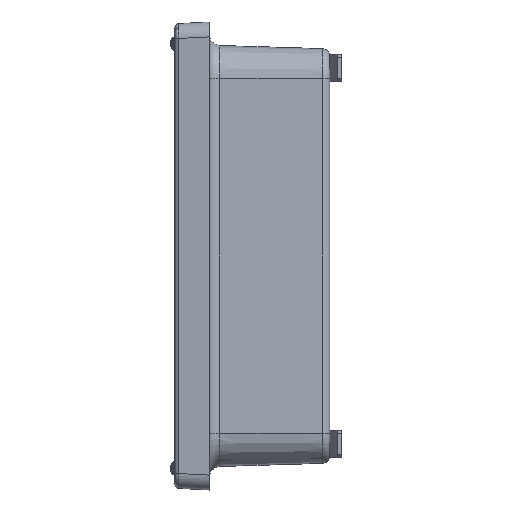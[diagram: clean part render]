
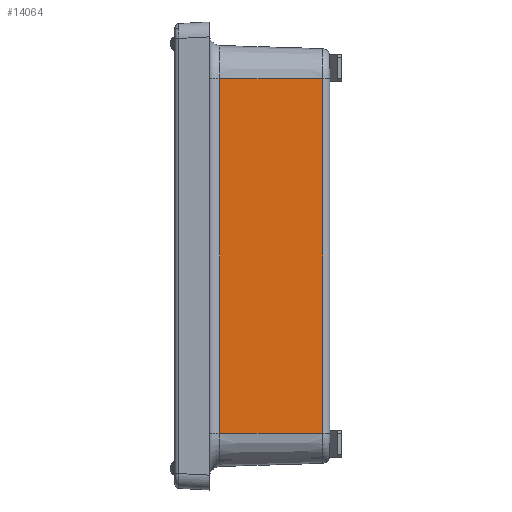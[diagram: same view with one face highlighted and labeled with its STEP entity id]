
A CAD part, left-side view. The second image highlights one B-rep face of the part: STEP entity #14064.
In plain terms, the highlighted planar face has unit normal (-1, -0.03, 0).
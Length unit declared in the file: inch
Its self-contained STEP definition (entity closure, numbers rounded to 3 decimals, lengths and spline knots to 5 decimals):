
#2100 = DIRECTION ( 'NONE',  ( 0., 0., 1. ) ) ;
#5246 = LINE ( 'NONE', #57478, #71189 ) ;
#5771 = DIRECTION ( 'NONE',  ( -0.031, 1., 0. ) ) ;
#8096 = CARTESIAN_POINT ( 'NONE',  ( -6.17161, -0.89647, -5.199 ) ) ;
#13913 = EDGE_CURVE ( 'NONE', #42276, #45676, #66067, .T. ) ;
#14064 = ADVANCED_FACE ( 'NONE', ( #16993 ), #53749, .T. ) ;
#14200 = DIRECTION ( 'NONE',  ( 0., 0., -1. ) ) ;
#14847 = LINE ( 'NONE', #8096, #80847 ) ;
#15454 = VERTEX_POINT ( 'NONE', #74407 ) ;
#16993 = FACE_OUTER_BOUND ( 'NONE', #71968, .T. ) ;
#17381 = ORIENTED_EDGE ( 'NONE', *, *, #19269, .T. ) ;
#18612 = LINE ( 'NONE', #24458, #42587 ) ;
#19269 = EDGE_CURVE ( 'NONE', #45676, #15454, #5246, .T. ) ;
#24458 = CARTESIAN_POINT ( 'NONE',  ( -6.199, 0., -5.199 ) ) ;
#36889 = EDGE_CURVE ( 'NONE', #15454, #40994, #14847, .T. ) ;
#39769 = CARTESIAN_POINT ( 'NONE',  ( -6.07946, -3.91269, -5.199 ) ) ;
#40994 = VERTEX_POINT ( 'NONE', #61526 ) ;
#41693 = DIRECTION ( 'NONE',  ( -1., -0.031, 0. ) ) ;
#42276 = VERTEX_POINT ( 'NONE', #69035 ) ;
#42587 = VECTOR ( 'NONE', #5771, 39.37008 ) ;
#43927 = ORIENTED_EDGE ( 'NONE', *, *, #13913, .T. ) ;
#45676 = VERTEX_POINT ( 'NONE', #59419 ) ;
#47424 = ORIENTED_EDGE ( 'NONE', *, *, #36889, .T. ) ;
#49072 = VECTOR ( 'NONE', #2100, 39.37008 ) ;
#53749 = PLANE ( 'NONE',  #64756 ) ;
#54588 = DIRECTION ( 'NONE',  ( 0.031, -1., 0. ) ) ;
#57478 = CARTESIAN_POINT ( 'NONE',  ( -6.199, 0., 5.199 ) ) ;
#59419 = CARTESIAN_POINT ( 'NONE',  ( -6.07946, -3.91269, 5.199 ) ) ;
#61526 = CARTESIAN_POINT ( 'NONE',  ( -6.17161, -0.89647, -5.199 ) ) ;
#64756 = AXIS2_PLACEMENT_3D ( 'NONE', #80012, #41693, #54588 ) ;
#66067 = LINE ( 'NONE', #39769, #49072 ) ;
#69035 = CARTESIAN_POINT ( 'NONE',  ( -6.07946, -3.91269, -5.199 ) ) ;
#70204 = EDGE_CURVE ( 'NONE', #42276, #40994, #18612, .T. ) ;
#71189 = VECTOR ( 'NONE', #71706, 39.37008 ) ;
#71706 = DIRECTION ( 'NONE',  ( -0.031, 1., 0. ) ) ;
#71968 = EDGE_LOOP ( 'NONE', ( #79033, #43927, #17381, #47424 ) ) ;
#74407 = CARTESIAN_POINT ( 'NONE',  ( -6.17161, -0.89647, 5.199 ) ) ;
#79033 = ORIENTED_EDGE ( 'NONE', *, *, #70204, .F. ) ;
#80012 = CARTESIAN_POINT ( 'NONE',  ( -6.199, 0., -5.199 ) ) ;
#80847 = VECTOR ( 'NONE', #14200, 39.37008 ) ;
